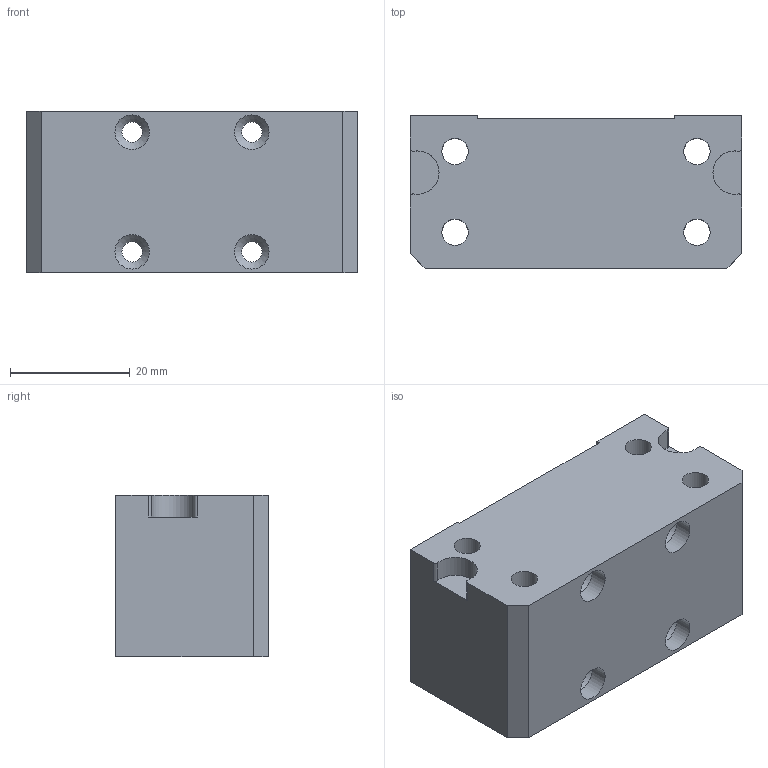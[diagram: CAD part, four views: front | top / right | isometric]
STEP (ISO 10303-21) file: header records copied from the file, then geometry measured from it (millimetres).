
FILE_DESCRIPTION(/* description */ (''),/* implementation_level */ '2;1');
FILE_NAME(/* name */ 'X Axis linear rail mount.step',/* time_stamp */ '2024-11-17T20:45:53+01:00',/* author */ (''),/* organization */ (''),/* preprocessor_version */ 'ST-DEVELOPER v20',/* originating_system */ 'Autodesk Translation Framework v13.20.0.188',/* authorisation */ '');
FILE_SCHEMA (('AUTOMOTIVE_DESIGN { 1 0 10303 214 3 1 1 }'));
Length unit declared in the file: millimetre
Products named in the file (1): X Axis linear rail mount
Bounding box: 55.4 x 25.5 x 27 mm (x, y, z)
Volume: 34526.7 mm3; surface area: 9575.2 mm2
Topology: 1 solids, 1 shells, 36 faces, 98 edges, 64 vertices
Faces by surface type: cylinder 18, plane 14, cone 4
Full cylindrical faces by diameter (mm): 3.4 x4, 4.4 x4, 5.75 x4
Entity records: 1222 total; most frequent: DIRECTION 212, CARTESIAN_POINT 199, ORIENTED_EDGE 196, EDGE_CURVE 98, AXIS2_PLACEMENT_3D 77, VERTEX_POINT 64, LINE 58, VECTOR 58
